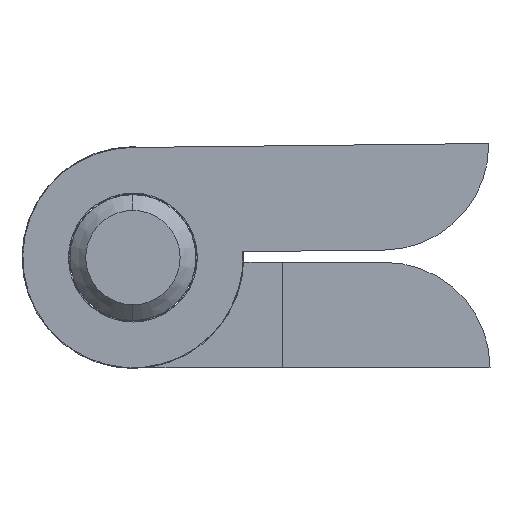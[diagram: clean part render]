
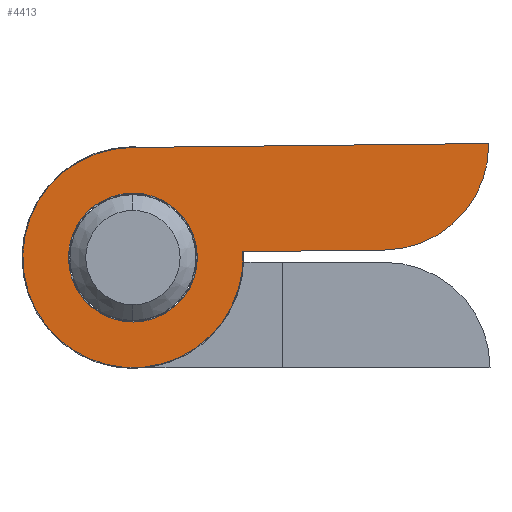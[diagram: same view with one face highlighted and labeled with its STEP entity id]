
A CAD part, front view. The second image highlights one B-rep face of the part: STEP entity #4413.
In plain terms, the highlighted face is planar.
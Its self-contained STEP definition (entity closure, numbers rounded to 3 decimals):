
#1404 = DIRECTION ( 'NONE',  ( 0., 0., 1. ) ) ;
#1405 = DIRECTION ( 'NONE',  ( 0., 1., 0. ) ) ;
#1408 = CARTESIAN_POINT ( 'NONE',  ( 0., 100., 0. ) ) ;
#1411 = CIRCLE ( 'NONE', #1417, 7. ) ;
#1417 = AXIS2_PLACEMENT_3D ( 'NONE', #1408, #1405, #1404 ) ;
#1429 = CARTESIAN_POINT ( 'NONE',  ( 6.994, 100., -0.3 ) ) ;
#1831 = DIRECTION ( 'NONE',  ( 0., 0., 1. ) ) ;
#1832 = DIRECTION ( 'NONE',  ( 0., 1., 0. ) ) ;
#1833 = CARTESIAN_POINT ( 'NONE',  ( 0., 100., 0. ) ) ;
#1834 = AXIS2_PLACEMENT_3D ( 'NONE', #1833, #1832, #1831 ) ;
#1840 = CIRCLE ( 'NONE', #1834, 4.1 ) ;
#1874 = CARTESIAN_POINT ( 'NONE',  ( 0., 100., 4.1 ) ) ;
#1876 = CARTESIAN_POINT ( 'NONE',  ( 0., 100., -4.1 ) ) ;
#1904 = CARTESIAN_POINT ( 'NONE',  ( 0., 100., -7. ) ) ;
#1906 = PLANE ( 'NONE',  #1935 ) ;
#1918 = FACE_BOUND ( 'NONE', #5035, .T. ) ;
#1929 = DIRECTION ( 'NONE',  ( 0., 0., 1. ) ) ;
#1930 = DIRECTION ( 'NONE',  ( 0., 1., 0. ) ) ;
#1931 = CARTESIAN_POINT ( 'NONE',  ( 0., 100., 0. ) ) ;
#1932 = AXIS2_PLACEMENT_3D ( 'NONE', #1931, #1930, #1929 ) ;
#1933 = CIRCLE ( 'NONE', #1932, 4.1 ) ;
#1934 = FACE_OUTER_BOUND ( 'NONE', #4429, .T. ) ;
#1935 = AXIS2_PLACEMENT_3D ( 'NONE', #1964, #1963, #1962 ) ;
#1962 = DIRECTION ( 'NONE',  ( 0., 0., 1. ) ) ;
#1963 = DIRECTION ( 'NONE',  ( 0., 1., 0. ) ) ;
#1964 = CARTESIAN_POINT ( 'NONE',  ( 0., 100., 0. ) ) ;
#2106 = CARTESIAN_POINT ( 'NONE',  ( 16., 100., -0.3 ) ) ;
#2108 = LINE ( 'NONE', #2159, #2158 ) ;
#2157 = DIRECTION ( 'NONE',  ( 1., 0., 0. ) ) ;
#2158 = VECTOR ( 'NONE', #2157, 1000. ) ;
#2159 = CARTESIAN_POINT ( 'NONE',  ( 16., 100., -0.3 ) ) ;
#3035 = CIRCLE ( 'NONE', #3052, 6.7 ) ;
#3041 = CARTESIAN_POINT ( 'NONE',  ( 16., 100., -7. ) ) ;
#3043 = CARTESIAN_POINT ( 'NONE',  ( 0., 100., -7. ) ) ;
#3052 = AXIS2_PLACEMENT_3D ( 'NONE', #3041, #3074, #3073 ) ;
#3063 = CARTESIAN_POINT ( 'NONE',  ( 22.7, 100., -7. ) ) ;
#3073 = DIRECTION ( 'NONE',  ( 0., 0., -1. ) ) ;
#3074 = DIRECTION ( 'NONE',  ( 0., 1., 0. ) ) ;
#3078 = DIRECTION ( 'NONE',  ( -1., 0., 0. ) ) ;
#3079 = VECTOR ( 'NONE', #3078, 1000. ) ;
#3080 = LINE ( 'NONE', #3043, #3079 ) ;
#4327 = EDGE_CURVE ( 'NONE', #4394, #4341, #1411, .T. ) ;
#4341 = VERTEX_POINT ( 'NONE', #1429 ) ;
#4351 = EDGE_CURVE ( 'NONE', #4399, #4397, #1840, .T. ) ;
#4394 = VERTEX_POINT ( 'NONE', #1904 ) ;
#4397 = VERTEX_POINT ( 'NONE', #1876 ) ;
#4399 = VERTEX_POINT ( 'NONE', #1874 ) ;
#4401 = EDGE_CURVE ( 'NONE', #4397, #4399, #1933, .T. ) ;
#4406 = ORIENTED_EDGE ( 'NONE', *, *, #4327, .T. ) ;
#4413 = ADVANCED_FACE ( 'NONE', ( #1934, #1918 ), #1906, .T. ) ;
#4429 = EDGE_LOOP ( 'NONE', ( #4406, #5045, #5055, #5053 ) ) ;
#4524 = EDGE_CURVE ( 'NONE', #4341, #4527, #2108, .T. ) ;
#4527 = VERTEX_POINT ( 'NONE', #2106 ) ;
#5035 = EDGE_LOOP ( 'NONE', ( #5043, #5039 ) ) ;
#5039 = ORIENTED_EDGE ( 'NONE', *, *, #4351, .F. ) ;
#5040 = EDGE_CURVE ( 'NONE', #5049, #4394, #3080, .T. ) ;
#5041 = EDGE_CURVE ( 'NONE', #4527, #5049, #3035, .T. ) ;
#5043 = ORIENTED_EDGE ( 'NONE', *, *, #4401, .F. ) ;
#5045 = ORIENTED_EDGE ( 'NONE', *, *, #4524, .T. ) ;
#5049 = VERTEX_POINT ( 'NONE', #3063 ) ;
#5053 = ORIENTED_EDGE ( 'NONE', *, *, #5040, .T. ) ;
#5055 = ORIENTED_EDGE ( 'NONE', *, *, #5041, .T. ) ;
